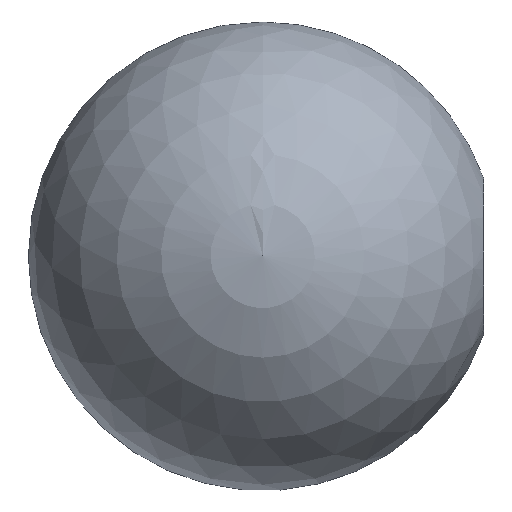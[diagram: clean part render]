
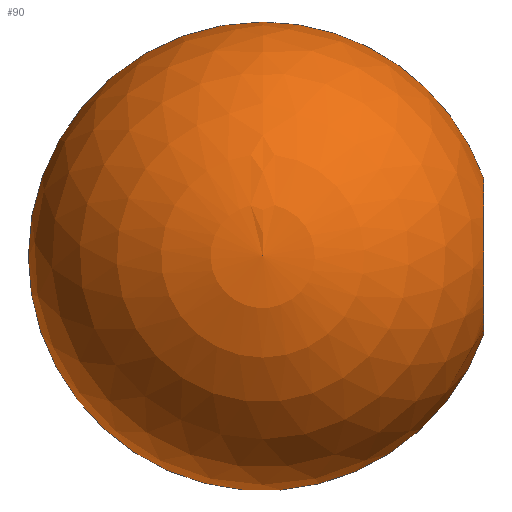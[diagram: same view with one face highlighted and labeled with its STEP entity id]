
A CAD part, top view. The second image highlights one B-rep face of the part: STEP entity #90.
In plain terms, the highlighted spherical face has radius 7.5 mm.
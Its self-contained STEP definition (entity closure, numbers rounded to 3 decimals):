
#2 = VERTEX_POINT ( 'NONE', #134 ) ;
#3 = CARTESIAN_POINT ( 'NONE',  ( -7.49, 0., 0. ) ) ;
#4 = CARTESIAN_POINT ( 'NONE',  ( -14.99, 0., 0. ) ) ;
#5 = VERTEX_POINT ( 'NONE', #4 ) ;
#27 = EDGE_LOOP ( 'NONE', ( #227, #184, #81, #93 ) ) ;
#28 = EDGE_CURVE ( 'NONE', #112, #77, #144, .T. ) ;
#31 = DIRECTION ( 'NONE',  ( 0., 0., 1. ) ) ;
#44 = AXIS2_PLACEMENT_3D ( 'NONE', #80, #219, #31 ) ;
#45 = CIRCLE ( 'NONE', #140, 7.5 ) ;
#48 = CARTESIAN_POINT ( 'NONE',  ( -0.419, 0., 2.5 ) ) ;
#50 = DIRECTION ( 'NONE',  ( 1., 0., 0. ) ) ;
#54 = DIRECTION ( 'NONE',  ( 0., 0., -1. ) ) ;
#57 = EDGE_CURVE ( 'NONE', #77, #2, #236, .T. ) ;
#77 = VERTEX_POINT ( 'NONE', #48 ) ;
#80 = CARTESIAN_POINT ( 'NONE',  ( -0.419, 0., 0. ) ) ;
#81 = ORIENTED_EDGE ( 'NONE', *, *, #57, .F. ) ;
#85 = SPHERICAL_SURFACE ( 'NONE', #185, 7.5 ) ;
#90 = ADVANCED_FACE ( 'NONE', ( #239 ), #85, .T. ) ;
#93 = ORIENTED_EDGE ( 'NONE', *, *, #28, .F. ) ;
#100 = DIRECTION ( 'NONE',  ( 0., 0., 1. ) ) ;
#104 = EDGE_CURVE ( 'NONE', #5, #2, #45, .T. ) ;
#105 = CARTESIAN_POINT ( 'NONE',  ( -0.419, 2.5, 0. ) ) ;
#106 = EDGE_CURVE ( 'NONE', #5, #112, #107, .T. ) ;
#107 = CIRCLE ( 'NONE', #164, 7.5 ) ;
#109 = DIRECTION ( 'NONE',  ( -1., 0., 0. ) ) ;
#112 = VERTEX_POINT ( 'NONE', #105 ) ;
#113 = AXIS2_PLACEMENT_3D ( 'NONE', #218, #50, #240 ) ;
#122 = DIRECTION ( 'NONE',  ( 0., 0., 1. ) ) ;
#127 = CARTESIAN_POINT ( 'NONE',  ( -7.49, 0., 0. ) ) ;
#134 = CARTESIAN_POINT ( 'NONE',  ( -0.419, -2.5, 0. ) ) ;
#140 = AXIS2_PLACEMENT_3D ( 'NONE', #3, #100, #222 ) ;
#144 = CIRCLE ( 'NONE', #44, 2.5 ) ;
#145 = DIRECTION ( 'NONE',  ( 0., 1., 0. ) ) ;
#162 = CARTESIAN_POINT ( 'NONE',  ( -7.49, 0., 0. ) ) ;
#164 = AXIS2_PLACEMENT_3D ( 'NONE', #127, #54, #109 ) ;
#184 = ORIENTED_EDGE ( 'NONE', *, *, #104, .T. ) ;
#185 = AXIS2_PLACEMENT_3D ( 'NONE', #162, #122, #145 ) ;
#218 = CARTESIAN_POINT ( 'NONE',  ( -0.419, 0., 0. ) ) ;
#219 = DIRECTION ( 'NONE',  ( 1., 0., 0. ) ) ;
#222 = DIRECTION ( 'NONE',  ( 0., -1., 0. ) ) ;
#227 = ORIENTED_EDGE ( 'NONE', *, *, #106, .F. ) ;
#236 = CIRCLE ( 'NONE', #113, 2.5 ) ;
#239 = FACE_OUTER_BOUND ( 'NONE', #27, .T. ) ;
#240 = DIRECTION ( 'NONE',  ( 0., 0., 1. ) ) ;
